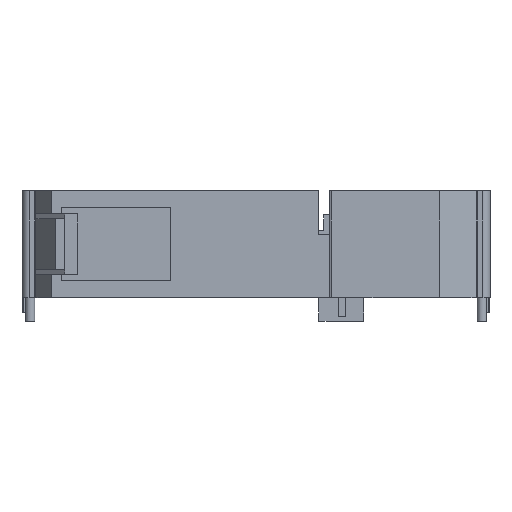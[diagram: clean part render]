
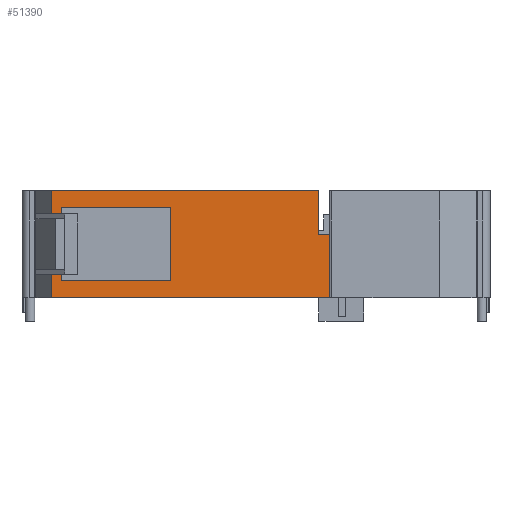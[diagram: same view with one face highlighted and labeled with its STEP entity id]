
A CAD part, front view. The second image highlights one B-rep face of the part: STEP entity #51390.
In plain terms, the highlighted planar face has unit normal (0, -1, 0).
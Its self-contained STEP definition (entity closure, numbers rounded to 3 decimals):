
#22600=CARTESIAN_POINT('',(13.2,8.,
0.));
#22610=VERTEX_POINT('',#22600);
#22640=CARTESIAN_POINT('',(0.,8.,
0.));
#22650=DIRECTION('',(-1.,0.,0.));
#22660=VECTOR('',#22650,1.);
#22670=LINE('',#22640,#22660);
#22680=CARTESIAN_POINT('',(-43.216,8.,
0.));
#22690=VERTEX_POINT('',#22680);
#22700=EDGE_CURVE('',#22610,#22690,#22670,.T.);
#24750=CARTESIAN_POINT('',(17.5,8.,
-22.6));
#24760=VERTEX_POINT('',#24750);
#24790=CARTESIAN_POINT('',(17.5,8.,0.));
#24800=DIRECTION('',(0.,0.,1.));
#24810=VECTOR('',#24800,1.);
#24820=LINE('',#24790,#24810);
#24830=CARTESIAN_POINT('',(17.5,8.,
-9.3));
#24840=VERTEX_POINT('',#24830);
#24850=EDGE_CURVE('',#24760,#24840,#24820,.T.);
#29600=CARTESIAN_POINT('',(-43.216,8.,
-22.6));
#29610=VERTEX_POINT('',#29600);
#29640=CARTESIAN_POINT('',(0.,8.,
-22.6));
#29650=DIRECTION('',(1.,0.,0.));
#29660=VECTOR('',#29650,1.);
#29670=LINE('',#29640,#29660);
#29680=EDGE_CURVE('',#29610,#24760,#29670,.T.);
#50310=CARTESIAN_POINT('',(0.,8.,
-9.3));
#50320=DIRECTION('',(-1.,0.,0.));
#50330=VECTOR('',#50320,1.);
#50340=LINE('',#50310,#50330);
#50350=CARTESIAN_POINT('',(13.2,8.,
-9.3));
#50360=VERTEX_POINT('',#50350);
#50370=EDGE_CURVE('',#24840,#50360,#50340,.T.);
#50560=CARTESIAN_POINT('',(0.,8.,
-15.3));
#50570=DIRECTION('',(0.,-1.,0.));
#50580=DIRECTION('',(-1.,0.,0.));
#50590=AXIS2_PLACEMENT_3D('',#50560,#50570,#50580);
#50600=PLANE('',#50590);
#50610=CARTESIAN_POINT('',(-18.,8.,
28.7));
#50620=DIRECTION('',(0.,0.,-1.));
#50630=VECTOR('',#50620,1.);
#50640=LINE('',#50610,#50630);
#50650=CARTESIAN_POINT('',(-18.,8.,
-3.55));
#50660=VERTEX_POINT('',#50650);
#50670=CARTESIAN_POINT('',(-18.,8.,
-19.05));
#50680=VERTEX_POINT('',#50670);
#50690=EDGE_CURVE('',#50660,#50680,#50640,.T.);
#50700=ORIENTED_EDGE('',*,*,#50690,.T.);
#50710=CARTESIAN_POINT('',(0.,8.,-3.55));
#50720=DIRECTION('',(1.,0.,0.));
#50730=VECTOR('',#50720,1.);
#50740=LINE('',#50710,#50730);
#50750=CARTESIAN_POINT('',(-41.2,8.,
-3.55));
#50760=VERTEX_POINT('',#50750);
#50770=EDGE_CURVE('',#50760,#50660,#50740,.T.);
#50780=ORIENTED_EDGE('',*,*,#50770,.T.);
#50790=CARTESIAN_POINT('',(-41.2,8.,0.));
#50800=DIRECTION('',(0.,0.,1.));
#50810=VECTOR('',#50800,1.);
#50820=LINE('',#50790,#50810);
#50830=CARTESIAN_POINT('',(-41.2,8.,
-4.9));
#50840=VERTEX_POINT('',#50830);
#50850=EDGE_CURVE('',#50840,#50760,#50820,.T.);
#50860=ORIENTED_EDGE('',*,*,#50850,.T.);
#50870=CARTESIAN_POINT('',(0.,8.,-4.9));
#50880=DIRECTION('',(1.,0.,0.));
#50890=VECTOR('',#50880,1.);
#50900=LINE('',#50870,#50890);
#50910=CARTESIAN_POINT('',(-43.216,8.,
-4.9));
#50920=VERTEX_POINT('',#50910);
#50930=EDGE_CURVE('',#50920,#50840,#50900,.T.);
#50940=ORIENTED_EDGE('',*,*,#50930,.T.);
#50950=CARTESIAN_POINT('',(-43.216,8.,
28.7));
#50960=DIRECTION('',(0.,0.,-1.));
#50970=VECTOR('',#50960,1.);
#50980=LINE('',#50950,#50970);
#50990=EDGE_CURVE('',#22690,#50920,#50980,.T.);
#51000=ORIENTED_EDGE('',*,*,#50990,.T.);
#51010=ORIENTED_EDGE('',*,*,#22700,.T.);
#51020=CARTESIAN_POINT('',(13.2,8.,
28.7));
#51030=DIRECTION('',(0.,0.,1.));
#51040=VECTOR('',#51030,1.);
#51050=LINE('',#51020,#51040);
#51060=EDGE_CURVE('',#50360,#22610,#51050,.T.);
#51070=ORIENTED_EDGE('',*,*,#51060,.T.);
#51080=ORIENTED_EDGE('',*,*,#50370,.T.);
#51090=ORIENTED_EDGE('',*,*,#24850,.T.);
#51100=ORIENTED_EDGE('',*,*,#29680,.T.);
#51110=CARTESIAN_POINT('',(-43.216,8.,
28.7));
#51120=DIRECTION('',(0.,0.,1.));
#51130=VECTOR('',#51120,1.);
#51140=LINE('',#51110,#51130);
#51150=CARTESIAN_POINT('',(-43.216,8.,
-17.7));
#51160=VERTEX_POINT('',#51150);
#51170=EDGE_CURVE('',#29610,#51160,#51140,.T.);
#51180=ORIENTED_EDGE('',*,*,#51170,.F.);
#51190=CARTESIAN_POINT('',(0.,8.,-17.7));
#51200=DIRECTION('',(-1.,0.,0.));
#51210=VECTOR('',#51200,1.);
#51220=LINE('',#51190,#51210);
#51230=CARTESIAN_POINT('',(-41.2,8.,
-17.7));
#51240=VERTEX_POINT('',#51230);
#51250=EDGE_CURVE('',#51240,#51160,#51220,.T.);
#51260=ORIENTED_EDGE('',*,*,#51250,.T.);
#51270=CARTESIAN_POINT('',(-41.2,8.,
-19.05));
#51280=VERTEX_POINT('',#51270);
#51290=EDGE_CURVE('',#51280,#51240,#50820,.T.);
#51300=ORIENTED_EDGE('',*,*,#51290,.T.);
#51310=CARTESIAN_POINT('',(0.,8.,-19.05));
#51320=DIRECTION('',(-1.,0.,0.));
#51330=VECTOR('',#51320,1.);
#51340=LINE('',#51310,#51330);
#51350=EDGE_CURVE('',#50680,#51280,#51340,.T.);
#51360=ORIENTED_EDGE('',*,*,#51350,.T.);
#51370=EDGE_LOOP('',(#51360,#51300,#51260,#51180,#51100,#51090,#51080,
#51070,#51010,#51000,#50940,#50860,#50780,#50700));
#51380=FACE_OUTER_BOUND('',#51370,.T.);
#51390=ADVANCED_FACE('',(#51380),#50600,.T.);
